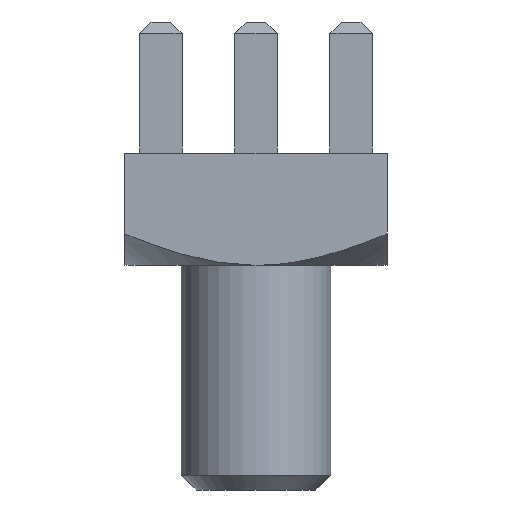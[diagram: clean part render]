
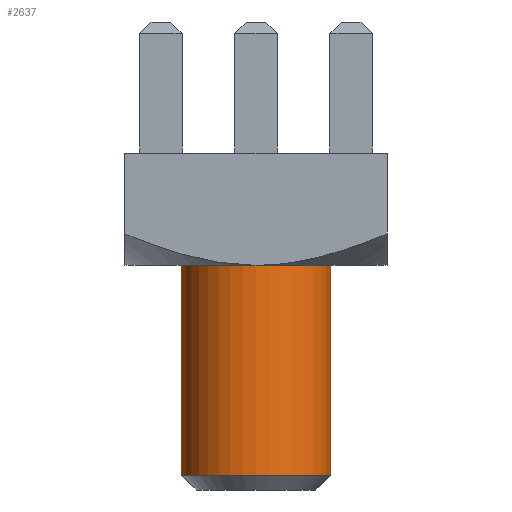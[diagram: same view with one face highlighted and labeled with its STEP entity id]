
A CAD part, front view. The second image highlights one B-rep face of the part: STEP entity #2637.
In plain terms, the highlighted cylindrical face has radius 2 mm (diameter 4 mm), a partial arc.
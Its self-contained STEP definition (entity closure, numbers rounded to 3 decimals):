
#15 = EDGE_CURVE ( 'NONE', #1198, #1051, #2466, .T. ) ;
#226 = ORIENTED_EDGE ( 'NONE', *, *, #15, .T. ) ;
#228 = ORIENTED_EDGE ( 'NONE', *, *, #1798, .T. ) ;
#231 = ORIENTED_EDGE ( 'NONE', *, *, #1034, .T. ) ;
#232 = ORIENTED_EDGE ( 'NONE', *, *, #1804, .F. ) ;
#425 = EDGE_LOOP ( 'NONE', ( #232, #231, #228, #226 ) ) ;
#758 = CARTESIAN_POINT ( 'NONE',  ( 2., 0., -5.6 ) ) ;
#759 = CARTESIAN_POINT ( 'NONE',  ( 0., 0., -5.6 ) ) ;
#760 = DIRECTION ( 'NONE',  ( 0., 0., 1. ) ) ;
#761 = DIRECTION ( 'NONE',  ( -1., 0., 0. ) ) ;
#790 = CARTESIAN_POINT ( 'NONE',  ( -2., 0., 0. ) ) ;
#817 = CARTESIAN_POINT ( 'NONE',  ( 2., 0., 0. ) ) ;
#818 = CARTESIAN_POINT ( 'NONE',  ( -2., 0., -5.6 ) ) ;
#1034 = EDGE_CURVE ( 'NONE', #1199, #1050, #2045, .T. ) ;
#1050 = VERTEX_POINT ( 'NONE', #758 ) ;
#1051 = VERTEX_POINT ( 'NONE', #790 ) ;
#1198 = VERTEX_POINT ( 'NONE', #817 ) ;
#1199 = VERTEX_POINT ( 'NONE', #818 ) ;
#1211 = LINE ( 'NONE', #1212, #2086 ) ;
#1212 = CARTESIAN_POINT ( 'NONE',  ( 2., 0., -6. ) ) ;
#1213 = DIRECTION ( 'NONE',  ( 0., 0., 1. ) ) ;
#1229 = LINE ( 'NONE', #1230, #2103 ) ;
#1230 = CARTESIAN_POINT ( 'NONE',  ( -2., 0., -6. ) ) ;
#1231 = DIRECTION ( 'NONE',  ( 0., 0., 1. ) ) ;
#1397 = DIRECTION ( 'NONE',  ( 0., 0., 1. ) ) ;
#1399 = FACE_OUTER_BOUND ( 'NONE', #425, .T. ) ;
#1400 = CARTESIAN_POINT ( 'NONE',  ( 0., 0., -6. ) ) ;
#1402 = CYLINDRICAL_SURFACE ( 'NONE', #2071, 2. ) ;
#1403 = DIRECTION ( 'NONE',  ( 1., 0., 0. ) ) ;
#1574 = CARTESIAN_POINT ( 'NONE',  ( 0., 0., 0. ) ) ;
#1575 = DIRECTION ( 'NONE',  ( 0., 0., -1. ) ) ;
#1576 = DIRECTION ( 'NONE',  ( -1., 0., 0. ) ) ;
#1798 = EDGE_CURVE ( 'NONE', #1050, #1198, #1211, .T. ) ;
#1804 = EDGE_CURVE ( 'NONE', #1199, #1051, #1229, .T. ) ;
#2044 = AXIS2_PLACEMENT_3D ( 'NONE', #759, #760, #761 ) ;
#2045 = CIRCLE ( 'NONE', #2044, 2. ) ;
#2071 = AXIS2_PLACEMENT_3D ( 'NONE', #1400, #1397, #1403 ) ;
#2086 = VECTOR ( 'NONE', #1213, 1000. ) ;
#2103 = VECTOR ( 'NONE', #1231, 1000. ) ;
#2466 = CIRCLE ( 'NONE', #2564, 2. ) ;
#2564 = AXIS2_PLACEMENT_3D ( 'NONE', #1574, #1575, #1576 ) ;
#2637 = ADVANCED_FACE ( 'NONE', ( #1399 ), #1402, .T. ) ;
